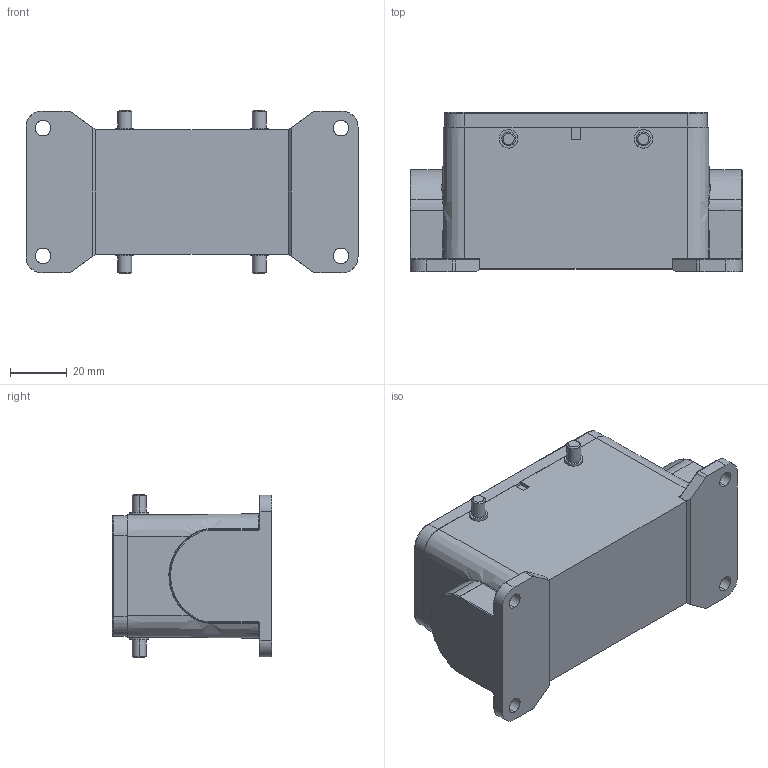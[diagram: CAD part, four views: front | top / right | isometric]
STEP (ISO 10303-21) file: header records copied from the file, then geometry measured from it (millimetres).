
FILE_DESCRIPTION (( 'STEP AP203' ), '1' );
FILE_NAME ('H16B-SF-4B-PG21.STP', '2017-08-04T05:07:26', ( '微软用户' ), ( '微软中国' ), 'SwSTEP 2.0', 'SolidWorks 2012', '' );
FILE_SCHEMA (( 'CONFIG_CONTROL_DESIGN' ));
Length unit declared in the file: millimetre
Products named in the file (1): H16B-SF-4B-PG21
Bounding box: 117 x 56.28 x 57.74 mm (x, y, z)
Volume: 92490.8 mm3; surface area: 43051.2 mm2
Topology: 1 solids, 2 shells, 399 faces, 985 edges, 602 vertices
Faces by surface type: cylinder 162, plane 137, torus 39, bspline 31, cone 22, sphere 8
Entity records: 16266 total; most frequent: CARTESIAN_POINT 7369, ORIENTED_EDGE 1958, DIRECTION 1641, EDGE_CURVE 979, VERTEX_POINT 598, AXIS2_PLACEMENT_3D 594, LINE 453, VECTOR 453
